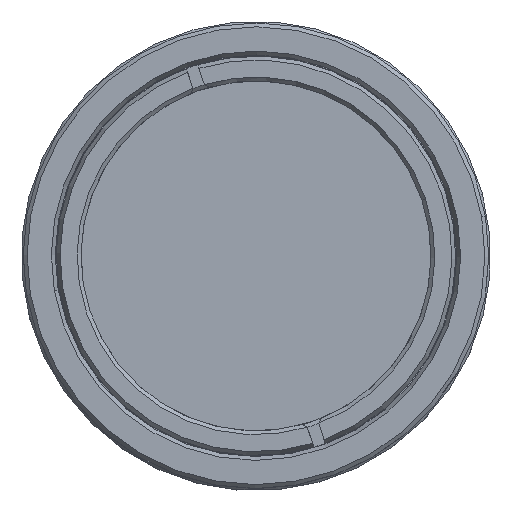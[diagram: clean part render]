
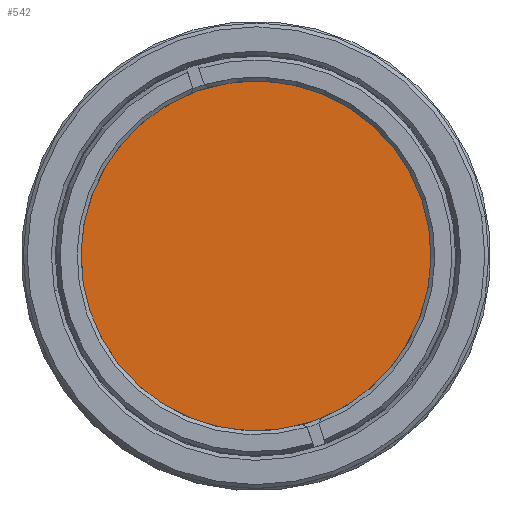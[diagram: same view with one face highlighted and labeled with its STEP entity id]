
A CAD part, top view. The second image highlights one B-rep face of the part: STEP entity #542.
In plain terms, the highlighted planar face has unit normal (0, 0, 1).
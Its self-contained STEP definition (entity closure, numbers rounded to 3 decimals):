
#2 = PLANE ( 'NONE',  #1568 ) ;
#131 = DIRECTION ( 'NONE',  ( 0., 0., 1. ) ) ;
#132 = CIRCLE ( 'NONE', #1422, 12.5 ) ;
#283 = ORIENTED_EDGE ( 'NONE', *, *, #2408, .T. ) ;
#506 = CIRCLE ( 'NONE', #1281, 12.5 ) ;
#542 = ADVANCED_FACE ( 'NONE', ( #2062 ), #2, .T. ) ;
#671 = ORIENTED_EDGE ( 'NONE', *, *, #1465, .T. ) ;
#891 = VERTEX_POINT ( 'NONE', #1343 ) ;
#900 = DIRECTION ( 'NONE',  ( 0., 0., 1. ) ) ;
#1061 = CARTESIAN_POINT ( 'NONE',  ( 4.809, 6.757, 25.5 ) ) ;
#1281 = AXIS2_PLACEMENT_3D ( 'NONE', #2050, #900, #2245 ) ;
#1318 = CARTESIAN_POINT ( 'NONE',  ( -7.691, 6.757, 25.5 ) ) ;
#1343 = CARTESIAN_POINT ( 'NONE',  ( -20.191, 6.757, 25.5 ) ) ;
#1422 = AXIS2_PLACEMENT_3D ( 'NONE', #1318, #131, #1517 ) ;
#1465 = EDGE_CURVE ( 'NONE', #891, #2356, #132, .T. ) ;
#1517 = DIRECTION ( 'NONE',  ( 1., 0., 0. ) ) ;
#1526 = EDGE_LOOP ( 'NONE', ( #671, #283 ) ) ;
#1568 = AXIS2_PLACEMENT_3D ( 'NONE', #2361, #1712, #2047 ) ;
#1712 = DIRECTION ( 'NONE',  ( 0., 0., 1. ) ) ;
#2047 = DIRECTION ( 'NONE',  ( 1., 0., 0. ) ) ;
#2050 = CARTESIAN_POINT ( 'NONE',  ( -7.691, 6.757, 25.5 ) ) ;
#2062 = FACE_OUTER_BOUND ( 'NONE', #1526, .T. ) ;
#2245 = DIRECTION ( 'NONE',  ( 1., 0., 0. ) ) ;
#2356 = VERTEX_POINT ( 'NONE', #1061 ) ;
#2361 = CARTESIAN_POINT ( 'NONE',  ( -7.691, 6.757, 25.5 ) ) ;
#2408 = EDGE_CURVE ( 'NONE', #2356, #891, #506, .T. ) ;
